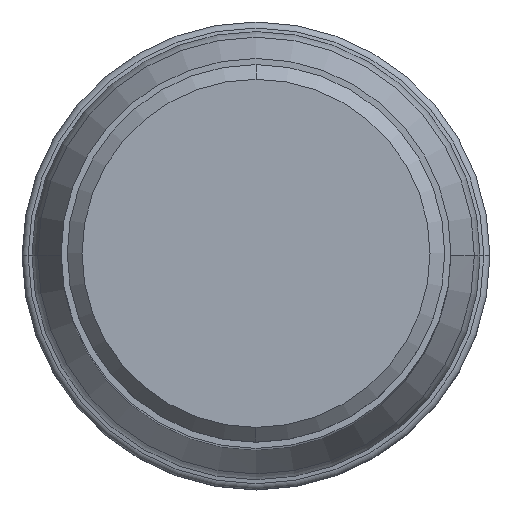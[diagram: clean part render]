
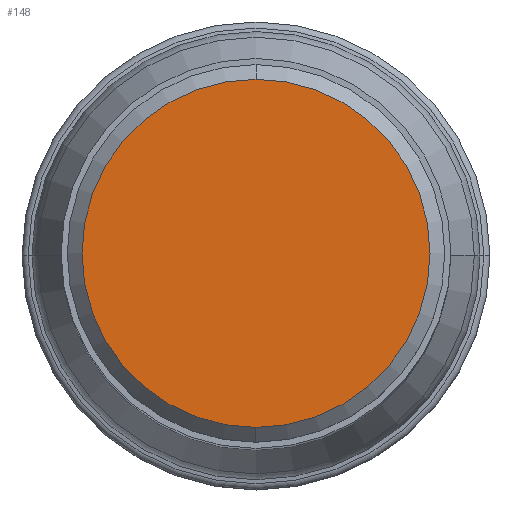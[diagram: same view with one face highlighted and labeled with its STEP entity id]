
A CAD part, top view. The second image highlights one B-rep face of the part: STEP entity #148.
In plain terms, the highlighted planar face has unit normal (0, 0, 1).
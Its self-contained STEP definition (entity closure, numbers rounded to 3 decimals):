
#29=PLANE('',#1357);
#148=ADVANCED_FACE('',(#259),#29,.F.);
#259=FACE_OUTER_BOUND('',#327,.T.);
#327=EDGE_LOOP('',(#589,#590));
#589=ORIENTED_EDGE('',*,*,#861,.T.);
#590=ORIENTED_EDGE('',*,*,#859,.T.);
#716=VERTEX_POINT('',#2918);
#717=VERTEX_POINT('',#2920);
#859=EDGE_CURVE('',#717,#716,#1033,.T.);
#861=EDGE_CURVE('',#716,#717,#1034,.T.);
#1033=CIRCLE('',#1353,14.175);
#1034=CIRCLE('',#1355,14.175);
#1353=AXIS2_PLACEMENT_3D('',#2919,#1692,#1693);
#1355=AXIS2_PLACEMENT_3D('',#2923,#1697,#1698);
#1357=AXIS2_PLACEMENT_3D('',#2925,#1701,#1702);
#1692=DIRECTION('',(0.,0.,1.));
#1693=DIRECTION('',(0.,1.,0.));
#1697=DIRECTION('',(0.,0.,1.));
#1698=DIRECTION('',(0.,-1.,0.));
#1701=DIRECTION('',(0.,0.,-1.));
#1702=DIRECTION('',(1.,0.,0.));
#2918=CARTESIAN_POINT('',(0.,-14.175,0.));
#2919=CARTESIAN_POINT('',(0.,0.,0.));
#2920=CARTESIAN_POINT('',(0.,14.175,0.));
#2923=CARTESIAN_POINT('',(0.,0.,0.));
#2925=CARTESIAN_POINT('',(0.,0.,0.));
